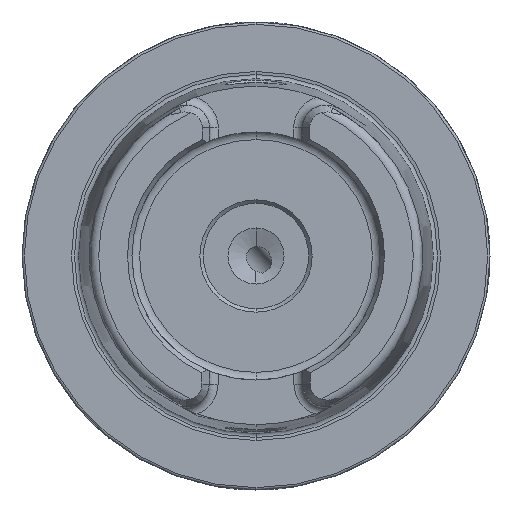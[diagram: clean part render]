
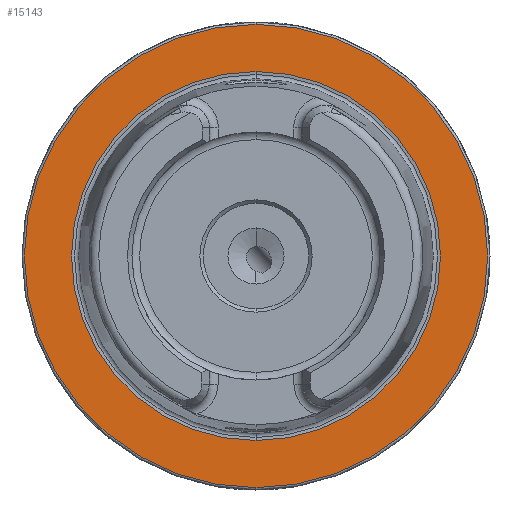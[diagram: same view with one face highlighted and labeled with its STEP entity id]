
A CAD part, left-side view. The second image highlights one B-rep face of the part: STEP entity #15143.
In plain terms, the highlighted planar face has unit normal (-1, 0, 0).
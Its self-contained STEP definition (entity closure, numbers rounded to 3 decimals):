
#577 = EDGE_CURVE ( 'NONE', #3081, #17781, #10981, .T. ) ;
#986 = AXIS2_PLACEMENT_3D ( 'NONE', #11030, #18286, #3795 ) ;
#1059 = AXIS2_PLACEMENT_3D ( 'NONE', #3199, #13336, #14817 ) ;
#1248 = DIRECTION ( 'NONE',  ( 1., 0., 0. ) ) ;
#1376 = ORIENTED_EDGE ( 'NONE', *, *, #6777, .T. ) ;
#2696 = CARTESIAN_POINT ( 'NONE',  ( 0., 0., 49.5 ) ) ;
#3081 = VERTEX_POINT ( 'NONE', #4534 ) ;
#3199 = CARTESIAN_POINT ( 'NONE',  ( 0., 0., 0. ) ) ;
#3690 = AXIS2_PLACEMENT_3D ( 'NONE', #4238, #17264, #8512 ) ;
#3795 = DIRECTION ( 'NONE',  ( 0., 0., 1. ) ) ;
#4238 = CARTESIAN_POINT ( 'NONE',  ( 0., 0., 0. ) ) ;
#4534 = CARTESIAN_POINT ( 'NONE',  ( 0., 0., 39.414 ) ) ;
#4798 = VERTEX_POINT ( 'NONE', #2696 ) ;
#5917 = PLANE ( 'NONE',  #15645 ) ;
#6292 = CARTESIAN_POINT ( 'NONE',  ( 0., 0., -49.5 ) ) ;
#6387 = ORIENTED_EDGE ( 'NONE', *, *, #6445, .F. ) ;
#6445 = EDGE_CURVE ( 'NONE', #17781, #3081, #8394, .T. ) ;
#6777 = EDGE_CURVE ( 'NONE', #4798, #9641, #14512, .T. ) ;
#8159 = CIRCLE ( 'NONE', #986, 49.5 ) ;
#8394 = CIRCLE ( 'NONE', #16713, 39.414 ) ;
#8512 = DIRECTION ( 'NONE',  ( 0., 0., 1. ) ) ;
#8636 = CARTESIAN_POINT ( 'NONE',  ( 0., 49.5, 0. ) ) ;
#8861 = EDGE_LOOP ( 'NONE', ( #18614, #6387 ) ) ;
#9641 = VERTEX_POINT ( 'NONE', #6292 ) ;
#10540 = DIRECTION ( 'NONE',  ( 0., 0., 1. ) ) ;
#10981 = CIRCLE ( 'NONE', #1059, 39.414 ) ;
#11030 = CARTESIAN_POINT ( 'NONE',  ( 0., 0., 0. ) ) ;
#11709 = EDGE_LOOP ( 'NONE', ( #1376, #15949 ) ) ;
#12974 = EDGE_CURVE ( 'NONE', #9641, #4798, #8159, .T. ) ;
#13322 = CARTESIAN_POINT ( 'NONE',  ( 0., 0., -39.414 ) ) ;
#13336 = DIRECTION ( 'NONE',  ( -1., 0., 0. ) ) ;
#13392 = DIRECTION ( 'NONE',  ( -1., 0., 0. ) ) ;
#14482 = DIRECTION ( 'NONE',  ( 0., 0., -1. ) ) ;
#14512 = CIRCLE ( 'NONE', #3690, 49.5 ) ;
#14544 = FACE_BOUND ( 'NONE', #8861, .T. ) ;
#14817 = DIRECTION ( 'NONE',  ( 0., 0., 1. ) ) ;
#15143 = ADVANCED_FACE ( 'NONE', ( #14544, #18435 ), #5917, .F. ) ;
#15645 = AXIS2_PLACEMENT_3D ( 'NONE', #8636, #1248, #14482 ) ;
#15949 = ORIENTED_EDGE ( 'NONE', *, *, #12974, .T. ) ;
#16713 = AXIS2_PLACEMENT_3D ( 'NONE', #17804, #13392, #10540 ) ;
#17264 = DIRECTION ( 'NONE',  ( -1., 0., 0. ) ) ;
#17781 = VERTEX_POINT ( 'NONE', #13322 ) ;
#17804 = CARTESIAN_POINT ( 'NONE',  ( 0., 0., 0. ) ) ;
#18286 = DIRECTION ( 'NONE',  ( -1., 0., 0. ) ) ;
#18435 = FACE_OUTER_BOUND ( 'NONE', #11709, .T. ) ;
#18614 = ORIENTED_EDGE ( 'NONE', *, *, #577, .F. ) ;
